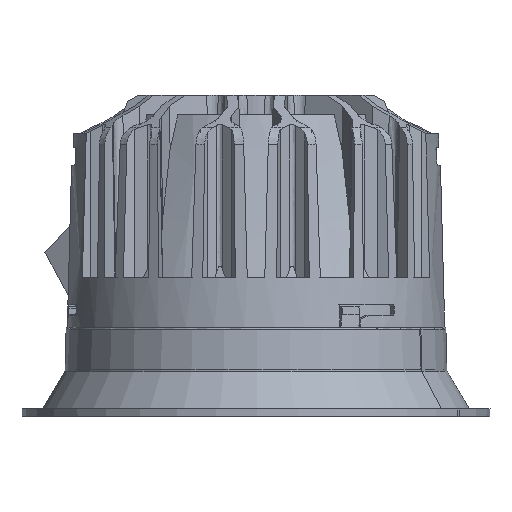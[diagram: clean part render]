
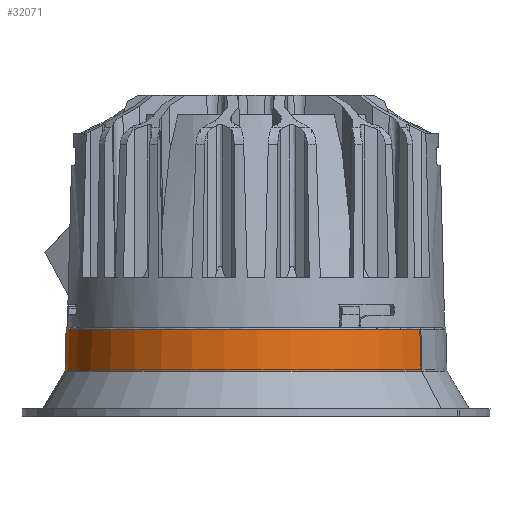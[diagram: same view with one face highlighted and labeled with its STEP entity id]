
A CAD part, front view. The second image highlights one B-rep face of the part: STEP entity #32071.
In plain terms, the highlighted conical face has half-angle 1.5 degrees and reference radius 47.8 mm.
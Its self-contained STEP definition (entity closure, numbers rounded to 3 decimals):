
#121 = DIRECTION ( 'NONE',  ( -0.026, 0., 1. ) ) ;
#1187 = DIRECTION ( 'NONE',  ( 1., 0., 0. ) ) ;
#2419 = ORIENTED_EDGE ( 'NONE', *, *, #47078, .T. ) ;
#3508 = EDGE_CURVE ( 'NONE', #23167, #27683, #48841, .T. ) ;
#5578 = CARTESIAN_POINT ( 'NONE',  ( 0., 0., -22.113 ) ) ;
#7298 = ORIENTED_EDGE ( 'NONE', *, *, #3508, .T. ) ;
#7653 = FACE_OUTER_BOUND ( 'NONE', #29848, .T. ) ;
#7759 = LINE ( 'NONE', #43484, #29263 ) ;
#7896 = DIRECTION ( 'NONE',  ( -1., 0., 0. ) ) ;
#9397 = EDGE_CURVE ( 'NONE', #40317, #29048, #7759, .T. ) ;
#9614 = DIRECTION ( 'NONE',  ( -1., 0., 0. ) ) ;
#11160 = ORIENTED_EDGE ( 'NONE', *, *, #9397, .F. ) ;
#11891 = CARTESIAN_POINT ( 'NONE',  ( -47.8, 0., -22.113 ) ) ;
#14571 = CONICAL_SURFACE ( 'NONE', #29672, 47.8, 0.026 ) ;
#15636 = CARTESIAN_POINT ( 'NONE',  ( 47.8, 0., -22.113 ) ) ;
#20097 = DIRECTION ( 'NONE',  ( 0., 0., 1. ) ) ;
#21387 = ORIENTED_EDGE ( 'NONE', *, *, #33323, .F. ) ;
#23167 = VERTEX_POINT ( 'NONE', #15636 ) ;
#25468 = DIRECTION ( 'NONE',  ( 0., 0., 1. ) ) ;
#27683 = VERTEX_POINT ( 'NONE', #37070 ) ;
#28046 = CARTESIAN_POINT ( 'NONE',  ( 0., 0., -22.1 ) ) ;
#29048 = VERTEX_POINT ( 'NONE', #43936 ) ;
#29203 = CIRCLE ( 'NONE', #38051, 47.8 ) ;
#29263 = VECTOR ( 'NONE', #121, 1000. ) ;
#29672 = AXIS2_PLACEMENT_3D ( 'NONE', #28046, #20097, #7896 ) ;
#29848 = EDGE_LOOP ( 'NONE', ( #2419, #7298, #21387, #11160 ) ) ;
#32071 = ADVANCED_FACE ( 'NONE', ( #7653 ), #14571, .T. ) ;
#33323 = EDGE_CURVE ( 'NONE', #29048, #27683, #35551, .T. ) ;
#33978 = DIRECTION ( 'NONE',  ( 0., 0., 1. ) ) ;
#35551 = CIRCLE ( 'NONE', #45938, 48.077 ) ;
#36754 = CARTESIAN_POINT ( 'NONE',  ( 47.8, 0., -22.1 ) ) ;
#36881 = DIRECTION ( 'NONE',  ( 0.026, 0., 1. ) ) ;
#37070 = CARTESIAN_POINT ( 'NONE',  ( 48.077, 0., -11.527 ) ) ;
#38051 = AXIS2_PLACEMENT_3D ( 'NONE', #5578, #33978, #9614 ) ;
#39252 = VECTOR ( 'NONE', #36881, 1000. ) ;
#40317 = VERTEX_POINT ( 'NONE', #11891 ) ;
#43484 = CARTESIAN_POINT ( 'NONE',  ( -47.8, 0., -22.1 ) ) ;
#43936 = CARTESIAN_POINT ( 'NONE',  ( -48.077, 0., -11.527 ) ) ;
#45938 = AXIS2_PLACEMENT_3D ( 'NONE', #49994, #25468, #1187 ) ;
#47078 = EDGE_CURVE ( 'NONE', #40317, #23167, #29203, .T. ) ;
#48841 = LINE ( 'NONE', #36754, #39252 ) ;
#49994 = CARTESIAN_POINT ( 'NONE',  ( 0., 0., -11.527 ) ) ;
